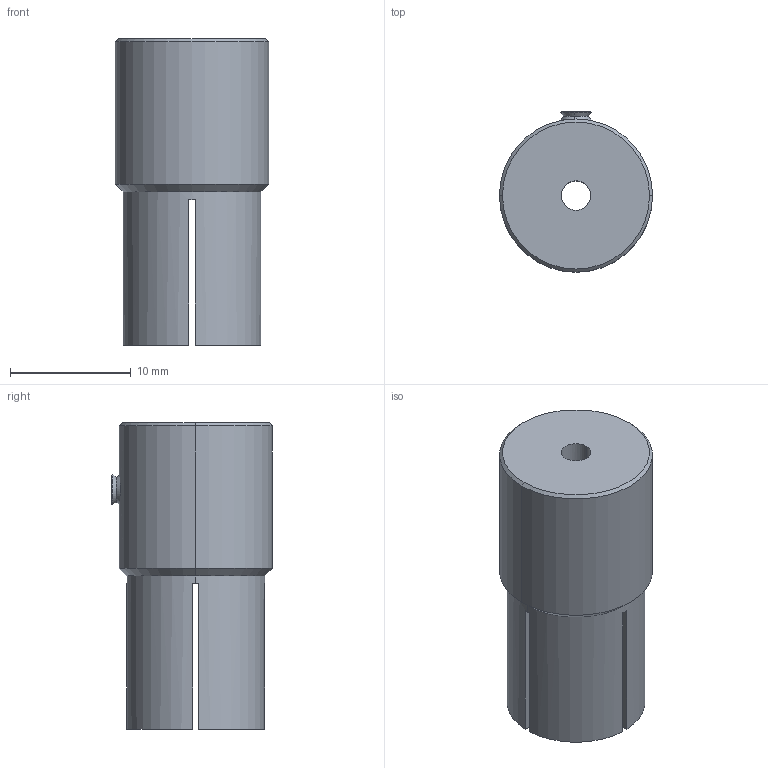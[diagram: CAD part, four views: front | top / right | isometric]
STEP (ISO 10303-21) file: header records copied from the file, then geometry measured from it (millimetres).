
FILE_DESCRIPTION (( 'STEP AP214' ), '1' );
FILE_NAME ('360-PPO-6.4.STEP', '2021-02-26T08:16:23', ( '' ), ( '' ), 'SwSTEP 2.0', 'SolidWorks 2017', '' );
FILE_SCHEMA (( 'AUTOMOTIVE_DESIGN' ));
Length unit declared in the file: millimetre
Products named in the file (3): A0724-1; 360-PPO-6.4; A1970-1
Assembly tree (2 placements, depth 2):
  360-PPO-6.4
    A1970-1
    A0724-1
Bounding box: 12.7 x 13.31 x 25.4 mm (x, y, z)
Volume: 2306.3 mm3; surface area: 1847.8 mm2
Topology: 2 solids, 2 shells, 116 faces, 280 edges, 168 vertices
Faces by surface type: cone 78, plane 26, cylinder 12
Entity records: 3592 total; most frequent: CARTESIAN_POINT 763, DIRECTION 608, ORIENTED_EDGE 552, EDGE_CURVE 276, AXIS2_PLACEMENT_3D 241, VERTEX_POINT 168, VECTOR 126, LINE 126
